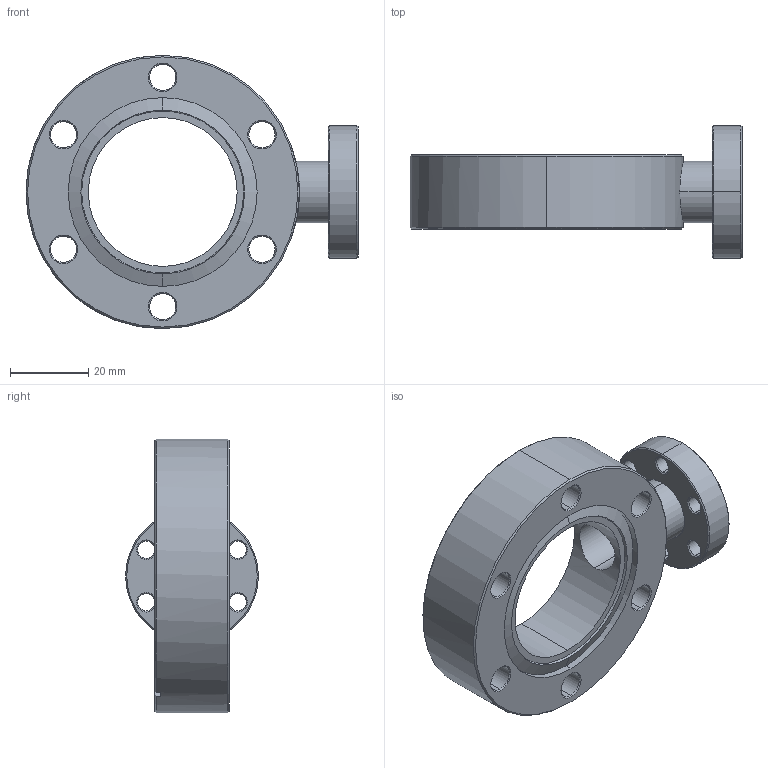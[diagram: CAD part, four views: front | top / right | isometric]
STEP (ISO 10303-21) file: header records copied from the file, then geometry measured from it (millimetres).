
FILE_DESCRIPTION (( 'STEP AP214' ), '1' );
FILE_NAME ('Hositrad_CF35-38DX1-16.STEP', '2012-04-24T10:39:24', ( 'Beheerder' ), ( 'Hewlett-Packard Company' ), 'SwSTEP 2.0', 'SolidWorks 2012', '' );
FILE_SCHEMA (( 'AUTOMOTIVE_DESIGN' ));
Length unit declared in the file: millimetre
Products named in the file (5): FO16-L30.9; NW16CF-weld_15,8; Tube15.8-19_D15.8-L26,2; NW35CF-Double-Radial-3; Hositrad_CF35-38DX1-16
Assembly tree (4 placements, depth 3):
  Hositrad_CF35-38DX1-16
    NW35CF-Double-Radial-3
    FO16-L30.9
      Tube15.8-19_D15.8-L26,2
      NW16CF-weld_15,8
Bounding box: 85 x 34 x 70 mm (x, y, z)
Volume: 49192.6 mm3; surface area: 18994.6 mm2
Topology: 3 solids, 3 shells, 138 faces, 318 edges, 190 vertices
Faces by surface type: cone 73, cylinder 49, plane 14, torus 2
Entity records: 4339 total; most frequent: CARTESIAN_POINT 849, DIRECTION 784, ORIENTED_EDGE 636, AXIS2_PLACEMENT_3D 328, EDGE_CURVE 318, VERTEX_POINT 190, CIRCLE 182, EDGE_LOOP 174
